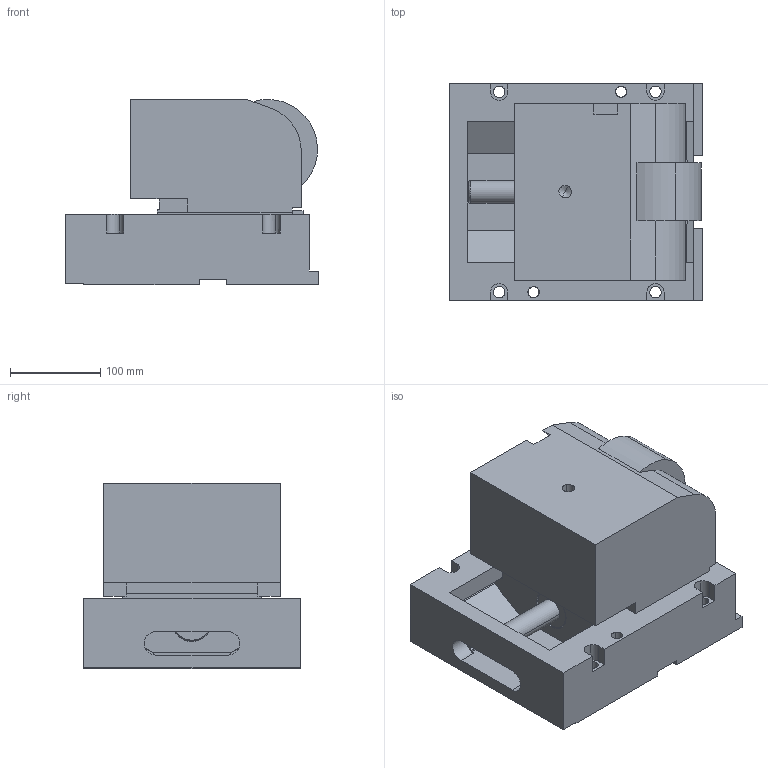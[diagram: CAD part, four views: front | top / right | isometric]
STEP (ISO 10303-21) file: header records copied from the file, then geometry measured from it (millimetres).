
FILE_DESCRIPTION(('CATIA V5 STEP Exchange'),'2;1');
FILE_NAME('CRCS-20000-80_1.stp','2015-04-29T13:24:30+00:00',('none'),('none'),'CATIA Version 5 Release 19 SP 2 (IN-10)','CATIA V5 STEP AP203','none');
FILE_SCHEMA(('CONFIG_CONTROL_DESIGN'));
Length unit declared in the file: millimetre
Products named in the file (1): CRCS-20000-80_1
Bounding box: 280 x 240 x 205 mm (x, y, z)
Volume: 8217693.1 mm3; surface area: 537638.4 mm2
Topology: 2 solids, 63 shells, 210 faces, 1697 edges, 1548 vertices
Faces by surface type: plane 120, cylinder 68, revolution 14, bspline 6, cone 2
Entity records: 18702 total; most frequent: CARTESIAN_POINT 9027, ORIENTED_EDGE 2108, EDGE_CURVE 1687, VERTEX_POINT 1548, B_SPLINE_CURVE_WITH_KNOTS 1128, DIRECTION 889, VECTOR 401, LINE 401
